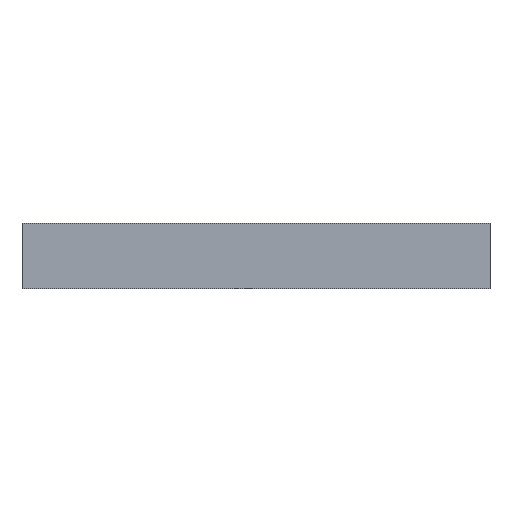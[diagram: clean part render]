
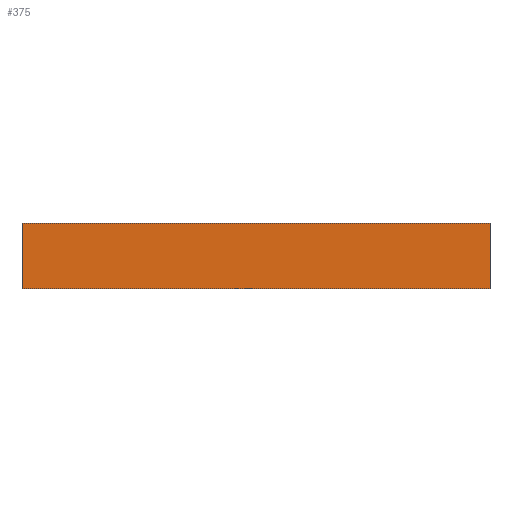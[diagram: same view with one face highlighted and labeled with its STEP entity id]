
A CAD part, left-side view. The second image highlights one B-rep face of the part: STEP entity #375.
In plain terms, the highlighted planar face has unit normal (-1, 0, 0).
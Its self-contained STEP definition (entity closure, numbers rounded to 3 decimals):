
#48 = AXIS2_PLACEMENT_3D ( 'NONE', #432, #74, #719 ) ;
#74 = DIRECTION ( 'NONE',  ( 1., 0., 0. ) ) ;
#110 = CARTESIAN_POINT ( 'NONE',  ( -89., 57.5, 8. ) ) ;
#136 = ORIENTED_EDGE ( 'NONE', *, *, #1063, .T. ) ;
#140 = EDGE_CURVE ( 'NONE', #856, #886, #845, .T. ) ;
#148 = VERTEX_POINT ( 'NONE', #619 ) ;
#162 = DIRECTION ( 'NONE',  ( 0., 0., -1. ) ) ;
#239 = LINE ( 'NONE', #571, #1181 ) ;
#253 = CARTESIAN_POINT ( 'NONE',  ( -89., -57.5, -8. ) ) ;
#291 = DIRECTION ( 'NONE',  ( 0., 0., -1. ) ) ;
#314 = VECTOR ( 'NONE', #291, 1000. ) ;
#339 = PLANE ( 'NONE',  #48 ) ;
#375 = ADVANCED_FACE ( 'NONE', ( #860 ), #339, .F. ) ;
#380 = EDGE_CURVE ( 'NONE', #1000, #886, #829, .T. ) ;
#412 = CARTESIAN_POINT ( 'NONE',  ( -89., -57.5, -8. ) ) ;
#432 = CARTESIAN_POINT ( 'NONE',  ( -89., -57.5, 8. ) ) ;
#436 = DIRECTION ( 'NONE',  ( 0., -1., 0. ) ) ;
#531 = EDGE_LOOP ( 'NONE', ( #1173, #653, #1080, #136 ) ) ;
#571 = CARTESIAN_POINT ( 'NONE',  ( -89., -57.5, 8. ) ) ;
#577 = VECTOR ( 'NONE', #162, 1000. ) ;
#619 = CARTESIAN_POINT ( 'NONE',  ( -89., 57.5, 8. ) ) ;
#653 = ORIENTED_EDGE ( 'NONE', *, *, #380, .F. ) ;
#667 = DIRECTION ( 'NONE',  ( 0., -1., 0. ) ) ;
#695 = EDGE_CURVE ( 'NONE', #148, #1000, #239, .T. ) ;
#719 = DIRECTION ( 'NONE',  ( 0., 0., -1. ) ) ;
#811 = CARTESIAN_POINT ( 'NONE',  ( -89., -57.5, 8. ) ) ;
#829 = LINE ( 'NONE', #811, #577 ) ;
#845 = LINE ( 'NONE', #253, #1058 ) ;
#856 = VERTEX_POINT ( 'NONE', #880 ) ;
#860 = FACE_OUTER_BOUND ( 'NONE', #531, .T. ) ;
#880 = CARTESIAN_POINT ( 'NONE',  ( -89., 57.5, -8. ) ) ;
#886 = VERTEX_POINT ( 'NONE', #412 ) ;
#1000 = VERTEX_POINT ( 'NONE', #1092 ) ;
#1049 = LINE ( 'NONE', #110, #314 ) ;
#1058 = VECTOR ( 'NONE', #436, 1000. ) ;
#1063 = EDGE_CURVE ( 'NONE', #148, #856, #1049, .T. ) ;
#1080 = ORIENTED_EDGE ( 'NONE', *, *, #695, .F. ) ;
#1092 = CARTESIAN_POINT ( 'NONE',  ( -89., -57.5, 8. ) ) ;
#1173 = ORIENTED_EDGE ( 'NONE', *, *, #140, .T. ) ;
#1181 = VECTOR ( 'NONE', #667, 1000. ) ;
